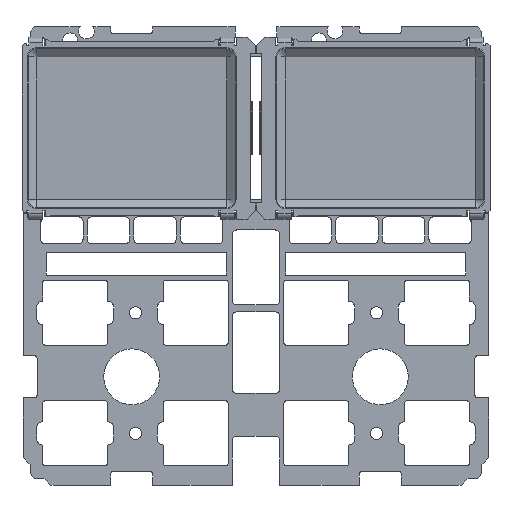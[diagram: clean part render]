
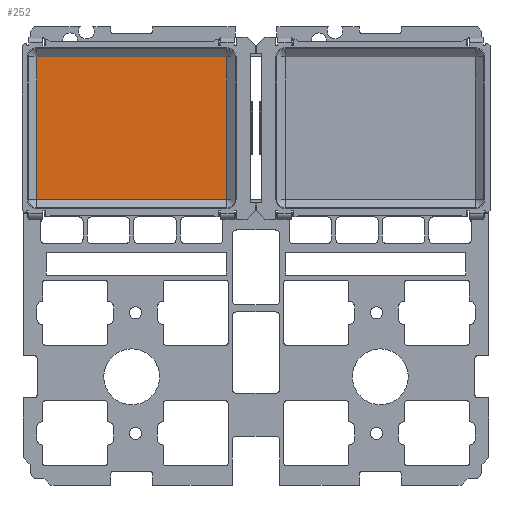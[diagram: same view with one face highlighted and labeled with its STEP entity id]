
A CAD part, top view. The second image highlights one B-rep face of the part: STEP entity #252.
In plain terms, the highlighted planar face has unit normal (0, 0, 1).
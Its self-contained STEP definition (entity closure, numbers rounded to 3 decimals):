
#138 = VERTEX_POINT('',#139);
#139 = CARTESIAN_POINT('',(-20.4,-15.3,1.));
#145 = EDGE_CURVE('',#138,#146,#148,.T.);
#146 = VERTEX_POINT('',#147);
#147 = CARTESIAN_POINT('',(-20.4,15.3,1.));
#148 = LINE('',#149,#150);
#149 = CARTESIAN_POINT('',(-20.4,-15.3,1.));
#150 = VECTOR('',#151,1.);
#151 = DIRECTION('',(0.,1.,0.));
#234 = EDGE_CURVE('',#146,#235,#237,.T.);
#235 = VERTEX_POINT('',#236);
#236 = CARTESIAN_POINT('',(20.4,15.3,1.));
#237 = LINE('',#238,#239);
#238 = CARTESIAN_POINT('',(-20.4,15.3,1.));
#239 = VECTOR('',#240,1.);
#240 = DIRECTION('',(1.,0.,0.));
#252 = ADVANCED_FACE('',(#253),#271,.T.);
#253 = FACE_BOUND('',#254,.F.);
#254 = EDGE_LOOP('',(#255,#256,#257,#265));
#255 = ORIENTED_EDGE('',*,*,#145,.T.);
#256 = ORIENTED_EDGE('',*,*,#234,.T.);
#257 = ORIENTED_EDGE('',*,*,#258,.T.);
#258 = EDGE_CURVE('',#235,#259,#261,.T.);
#259 = VERTEX_POINT('',#260);
#260 = CARTESIAN_POINT('',(20.4,-15.3,1.));
#261 = LINE('',#262,#263);
#262 = CARTESIAN_POINT('',(20.4,15.3,1.));
#263 = VECTOR('',#264,1.);
#264 = DIRECTION('',(0.,-1.,0.));
#265 = ORIENTED_EDGE('',*,*,#266,.T.);
#266 = EDGE_CURVE('',#259,#138,#267,.T.);
#267 = LINE('',#268,#269);
#268 = CARTESIAN_POINT('',(20.4,-15.3,1.));
#269 = VECTOR('',#270,1.);
#270 = DIRECTION('',(-1.,0.,0.));
#271 = PLANE('',#272);
#272 = AXIS2_PLACEMENT_3D('',#273,#274,#275);
#273 = CARTESIAN_POINT('',(0.,0.,1.));
#274 = DIRECTION('',(0.,0.,1.));
#275 = DIRECTION('',(1.,0.,-0.));
